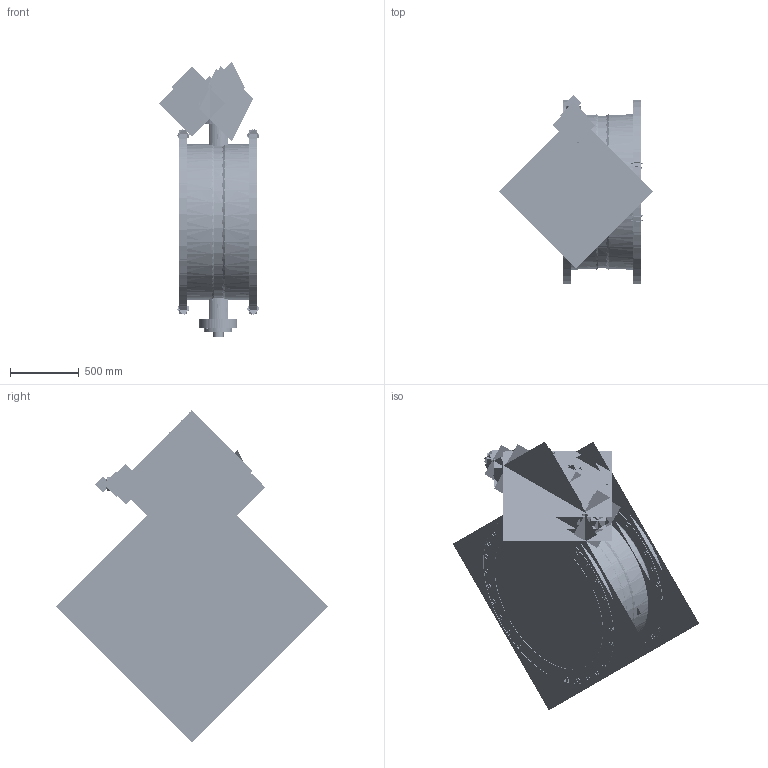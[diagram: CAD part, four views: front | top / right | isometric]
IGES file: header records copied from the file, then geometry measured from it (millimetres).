
Start section:  PTC IGES file: class_250ii_mj_x_mj-42-inch_asm.igs
Global section: file name: class_250ii_mj_x_mj-42-inch_asm.igs; native system: Creo Parametric by Parametric Technology Corporation; preprocessor: 2013050; author: HAPPY; organization: Unknown; date: 20161214.184222; units: inch
Bounding box: 1120.81 x 1980.66 x 2418.78 mm (x, y, z)
Volume: 276020650.5 mm3; surface area: 81744292 mm2
Topology: 27 solids, 27 shells, 6496 faces, 35956 edges, 47166 vertices
Faces by surface type: revolution 5896, bspline 600
